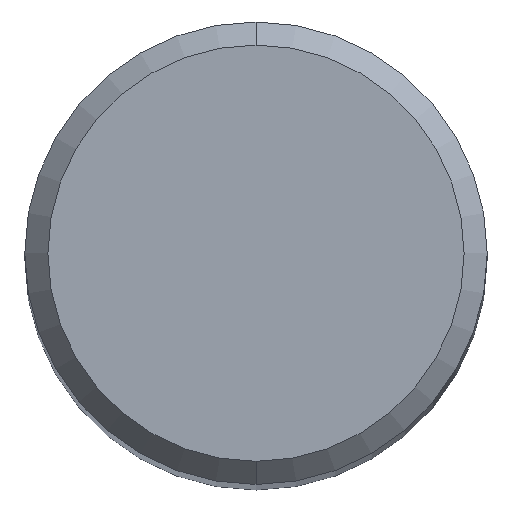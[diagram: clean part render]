
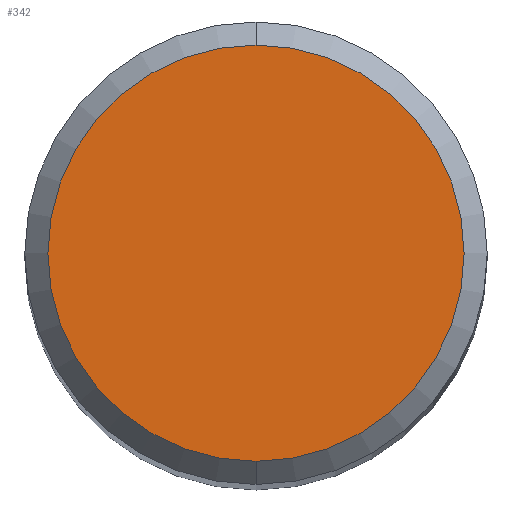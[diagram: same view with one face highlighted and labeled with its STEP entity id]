
A CAD part, top view. The second image highlights one B-rep face of the part: STEP entity #342.
In plain terms, the highlighted planar face has unit normal (0, 0, 1).
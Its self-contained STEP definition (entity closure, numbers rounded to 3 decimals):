
#342=ADVANCED_FACE('',(#933),#934,.T.);
#676=EDGE_CURVE('',#808,#706,#1295,.T.);
#706=VERTEX_POINT('',#1331);
#808=VERTEX_POINT('',#1444);
#856=EDGE_CURVE('',#706,#808,#1496,.T.);
#933=FACE_OUTER_BOUND('',#2474,.T.);
#934=PLANE('',#2475);
#1295=CIRCLE('',#5601,3.6);
#1331=CARTESIAN_POINT('',(0.0,3.6,0.0));
#1444=CARTESIAN_POINT('',(0.,-3.6,0.0));
#1496=CIRCLE('',#7445,3.6);
#2474=EDGE_LOOP('',(#7772,#7773));
#2475=AXIS2_PLACEMENT_3D('',#7774,#7775,#7776);
#5601=AXIS2_PLACEMENT_3D('',#8126,#8127,#8128);
#7445=AXIS2_PLACEMENT_3D('',#8358,#8359,#8360);
#7772=ORIENTED_EDGE('',*,*,#856,.F.);
#7773=ORIENTED_EDGE('',*,*,#676,.F.);
#7774=CARTESIAN_POINT('',(0.0,1.8,0.0));
#7775=DIRECTION('',(-0.0,0.0,1.0));
#7776=DIRECTION('',(0.0,-1.0,0.0));
#8126=CARTESIAN_POINT('',(0.0,0.0,0.0));
#8127=DIRECTION('',(0.0,0.0,-1.0));
#8128=DIRECTION('',(0.0,1.0,0.0));
#8358=CARTESIAN_POINT('',(0.0,0.0,0.0));
#8359=DIRECTION('',(0.0,0.0,-1.0));
#8360=DIRECTION('',(0.0,1.0,0.0));
